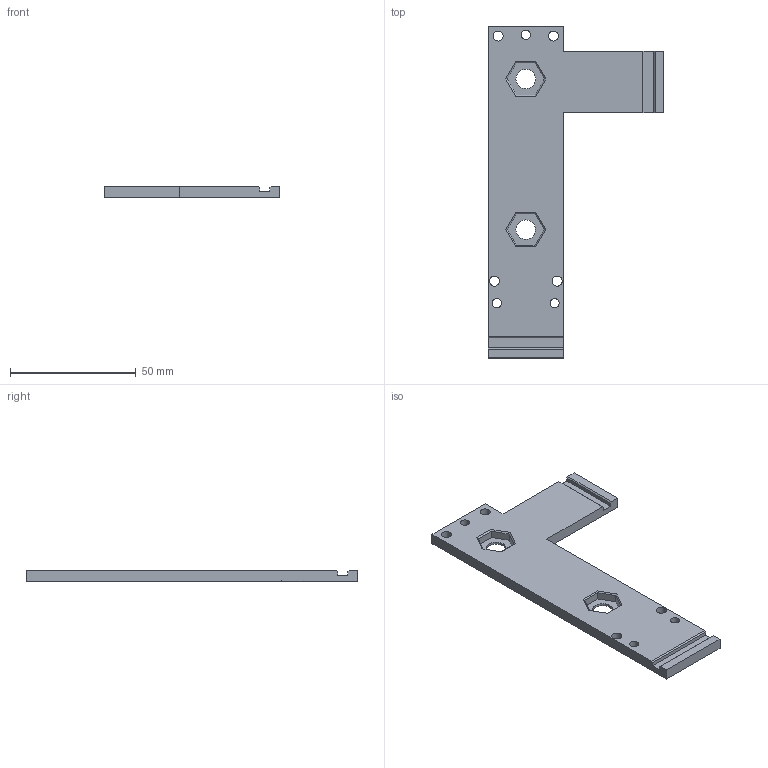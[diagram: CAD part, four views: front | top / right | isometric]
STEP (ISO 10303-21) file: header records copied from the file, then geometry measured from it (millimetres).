
FILE_DESCRIPTION(/* description */ (''),/* implementation_level */ '2;1');
FILE_NAME(/* name */ 'fusion_hold.stp',/* time_stamp */ '2025-12-26T16:05:13+01:00',/* author */ ('szymo'),/* organization */ (''),/* preprocessor_version */ 'ST-DEVELOPER v19',/* originating_system */ 'Autodesk Inventor 2023',/* authorisation */ '');
FILE_SCHEMA (('AUTOMOTIVE_DESIGN { 1 0 10303 214 3 1 1 }'));
Length unit declared in the file: millimetre
Products named in the file (1): fusion_hold
Bounding box: 70 x 132.2 x 4.5 mm (x, y, z)
Volume: 16388.8 mm3; surface area: 12716.4 mm2
Topology: 1 solids, 1 shells, 73 faces, 186 edges, 119 vertices
Faces by surface type: plane 57, cylinder 13, cone 3
Full cylindrical faces by diameter (mm): 3.6 x3, 4 x4, 4.5 x4, 7.8 x2
Entity records: 2246 total; most frequent: CARTESIAN_POINT 387, ORIENTED_EDGE 372, DIRECTION 361, EDGE_CURVE 186, LINE 151, VECTOR 151, VERTEX_POINT 119, AXIS2_PLACEMENT_3D 105
